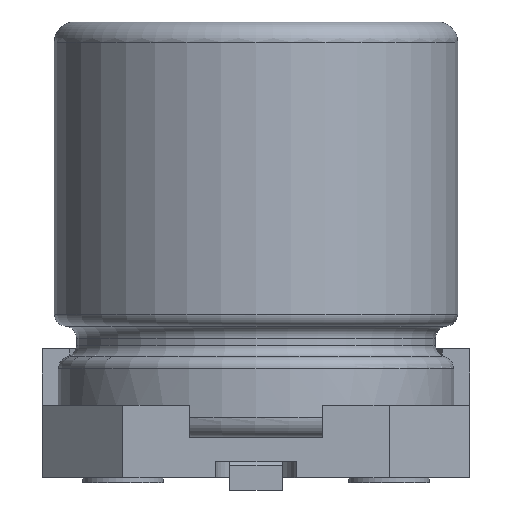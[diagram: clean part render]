
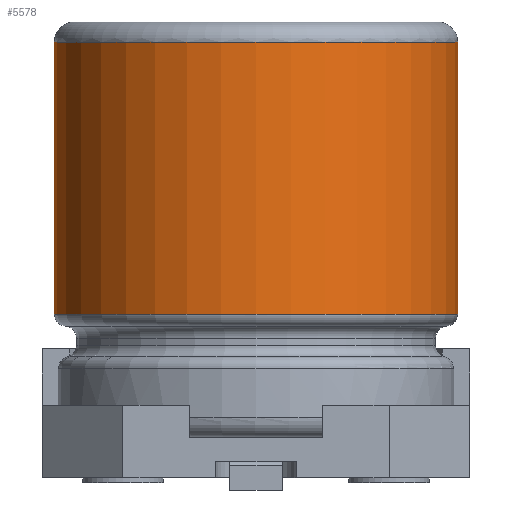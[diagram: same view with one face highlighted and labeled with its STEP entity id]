
A CAD part, left-side view. The second image highlights one B-rep face of the part: STEP entity #5578.
In plain terms, the highlighted cylindrical face has radius 2.5 mm (diameter 5 mm), a full revolution.
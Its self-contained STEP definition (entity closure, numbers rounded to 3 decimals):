
#1882=ORIENTED_EDGE('',*,*,#2644,.T.);
#1883=ORIENTED_EDGE('',*,*,#2642,.T.);
#2642=EDGE_CURVE('',#3086,#3086,#3250,.T.);
#2644=EDGE_CURVE('',#3087,#3087,#3252,.T.);
#3086=VERTEX_POINT('',#8533);
#3087=VERTEX_POINT('',#8538);
#3250=CIRCLE('',#5911,2.5);
#3252=CIRCLE('',#5915,2.5);
#3458=EDGE_LOOP('',(#1882));
#3459=EDGE_LOOP('',(#1883));
#3733=FACE_BOUND('',#3458,.T.);
#3734=FACE_BOUND('',#3459,.T.);
#3850=CYLINDRICAL_SURFACE('',#5919,2.5);
#5578=ADVANCED_FACE('',(#3733,#3734),#3850,.T.);
#5911=AXIS2_PLACEMENT_3D('',#8532,#6817,#6818);
#5915=AXIS2_PLACEMENT_3D('',#8537,#6825,#6826);
#5919=AXIS2_PLACEMENT_3D('',#8557,#6833,#6834);
#6817=DIRECTION('',(0.,0.,-1.));
#6818=DIRECTION('',(0.,1.,0.));
#6825=DIRECTION('',(0.,0.,1.));
#6826=DIRECTION('',(0.,-1.,0.));
#6833=DIRECTION('',(0.,0.,-1.));
#6834=DIRECTION('',(0.,-1.,0.));
#8532=CARTESIAN_POINT('',(0.,0.,5.4));
#8533=CARTESIAN_POINT('',(0.,2.5,5.4));
#8537=CARTESIAN_POINT('',(0.,0.,2.031));
#8538=CARTESIAN_POINT('',(0.,-2.5,2.031));
#8557=CARTESIAN_POINT('',(0.,0.,10.4));
